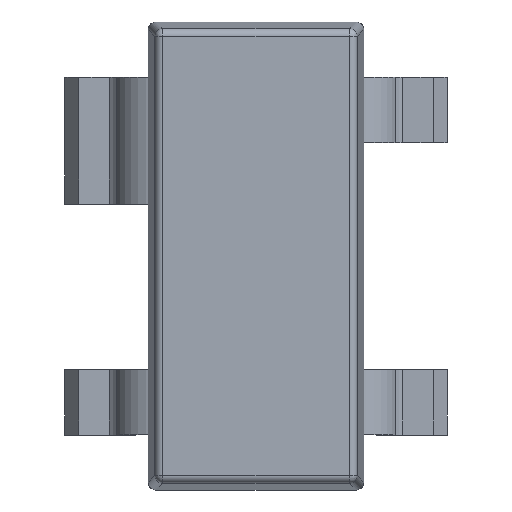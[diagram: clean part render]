
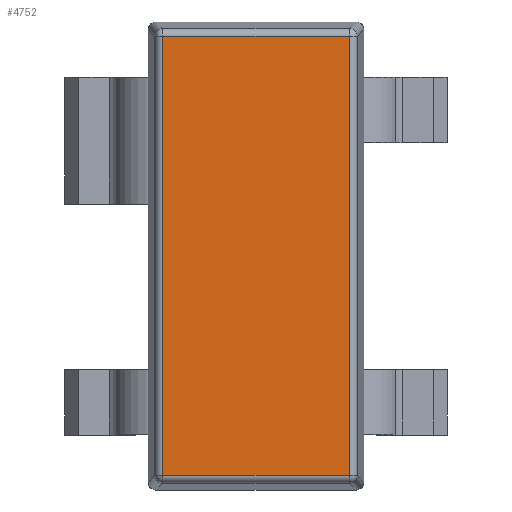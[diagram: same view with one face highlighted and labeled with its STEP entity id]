
A CAD part, top view. The second image highlights one B-rep face of the part: STEP entity #4752.
In plain terms, the highlighted planar face has unit normal (0, 0, 1).
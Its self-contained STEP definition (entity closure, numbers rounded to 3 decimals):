
#3751 = CYLINDRICAL_SURFACE('',#3752,0.05);
#3752 = AXIS2_PLACEMENT_3D('',#3753,#3754,#3755);
#3753 = CARTESIAN_POINT('',(0.093,0.048,1.02)
  );
#3754 = DIRECTION('',(0.,1.,0.));
#3755 = DIRECTION('',(-0.995,0.,0.105));
#3881 = CYLINDRICAL_SURFACE('',#3882,0.05);
#3882 = AXIS2_PLACEMENT_3D('',#3883,#3884,#3885);
#3883 = CARTESIAN_POINT('',(0.048,0.093,1.02)
  );
#3884 = DIRECTION('',(1.,0.,0.));
#3885 = DIRECTION('',(0.,-0.995,0.105));
#4011 = CYLINDRICAL_SURFACE('',#4012,0.05);
#4012 = AXIS2_PLACEMENT_3D('',#4013,#4014,#4015);
#4013 = CARTESIAN_POINT('',(0.048,2.947,1.02));
#4014 = DIRECTION('',(1.,0.,0.));
#4015 = DIRECTION('',(0.,0.995,0.105));
#4087 = CYLINDRICAL_SURFACE('',#4088,0.05);
#4088 = AXIS2_PLACEMENT_3D('',#4089,#4090,#4091);
#4089 = CARTESIAN_POINT('',(1.307,0.048,1.02));
#4090 = DIRECTION('',(0.,1.,0.));
#4091 = DIRECTION('',(0.995,0.,0.105));
#4219 = VERTEX_POINT('',#4220);
#4220 = CARTESIAN_POINT('',(0.093,0.093,1.07)
  );
#4248 = EDGE_CURVE('',#4219,#4249,#4251,.T.);
#4249 = VERTEX_POINT('',#4250);
#4250 = CARTESIAN_POINT('',(0.093,2.947,1.07));
#4251 = SURFACE_CURVE('',#4252,(#4256,#4263),.PCURVE_S1.);
#4252 = LINE('',#4253,#4254);
#4253 = CARTESIAN_POINT('',(0.093,0.048,1.07)
  );
#4254 = VECTOR('',#4255,1.);
#4255 = DIRECTION('',(0.,1.,0.));
#4256 = PCURVE('',#3751,#4257);
#4257 = DEFINITIONAL_REPRESENTATION('',(#4258),#4262);
#4258 = LINE('',#4259,#4260);
#4259 = CARTESIAN_POINT('',(1.466,0.));
#4260 = VECTOR('',#4261,1.);
#4261 = DIRECTION('',(0.,1.));
#4262 = ( GEOMETRIC_REPRESENTATION_CONTEXT(2) 
PARAMETRIC_REPRESENTATION_CONTEXT() REPRESENTATION_CONTEXT('2D SPACE',''
  ) );
#4263 = PCURVE('',#4264,#4269);
#4264 = PLANE('',#4265);
#4265 = AXIS2_PLACEMENT_3D('',#4266,#4267,#4268);
#4266 = CARTESIAN_POINT('',(0.,0.,1.07));
#4267 = DIRECTION('',(0.,0.,1.));
#4268 = DIRECTION('',(1.,0.,0.));
#4269 = DEFINITIONAL_REPRESENTATION('',(#4270),#4274);
#4270 = LINE('',#4271,#4272);
#4271 = CARTESIAN_POINT('',(0.093,0.048));
#4272 = VECTOR('',#4273,1.);
#4273 = DIRECTION('',(0.,1.));
#4274 = ( GEOMETRIC_REPRESENTATION_CONTEXT(2) 
PARAMETRIC_REPRESENTATION_CONTEXT() REPRESENTATION_CONTEXT('2D SPACE',''
  ) );
#4380 = VERTEX_POINT('',#4381);
#4381 = CARTESIAN_POINT('',(1.307,0.093,1.07));
#4425 = EDGE_CURVE('',#4219,#4380,#4426,.T.);
#4426 = SURFACE_CURVE('',#4427,(#4431,#4438),.PCURVE_S1.);
#4427 = LINE('',#4428,#4429);
#4428 = CARTESIAN_POINT('',(0.048,0.093,1.07)
  );
#4429 = VECTOR('',#4430,1.);
#4430 = DIRECTION('',(1.,0.,0.));
#4431 = PCURVE('',#3881,#4432);
#4432 = DEFINITIONAL_REPRESENTATION('',(#4433),#4437);
#4433 = LINE('',#4434,#4435);
#4434 = CARTESIAN_POINT('',(4.817,0.));
#4435 = VECTOR('',#4436,1.);
#4436 = DIRECTION('',(0.,1.));
#4437 = ( GEOMETRIC_REPRESENTATION_CONTEXT(2) 
PARAMETRIC_REPRESENTATION_CONTEXT() REPRESENTATION_CONTEXT('2D SPACE',''
  ) );
#4438 = PCURVE('',#4264,#4439);
#4439 = DEFINITIONAL_REPRESENTATION('',(#4440),#4444);
#4440 = LINE('',#4441,#4442);
#4441 = CARTESIAN_POINT('',(0.048,0.093));
#4442 = VECTOR('',#4443,1.);
#4443 = DIRECTION('',(1.,0.));
#4444 = ( GEOMETRIC_REPRESENTATION_CONTEXT(2) 
PARAMETRIC_REPRESENTATION_CONTEXT() REPRESENTATION_CONTEXT('2D SPACE',''
  ) );
#4576 = EDGE_CURVE('',#4249,#4577,#4579,.T.);
#4577 = VERTEX_POINT('',#4578);
#4578 = CARTESIAN_POINT('',(1.307,2.947,1.07));
#4579 = SURFACE_CURVE('',#4580,(#4584,#4591),.PCURVE_S1.);
#4580 = LINE('',#4581,#4582);
#4581 = CARTESIAN_POINT('',(0.048,2.947,1.07));
#4582 = VECTOR('',#4583,1.);
#4583 = DIRECTION('',(1.,0.,0.));
#4584 = PCURVE('',#4011,#4585);
#4585 = DEFINITIONAL_REPRESENTATION('',(#4586),#4590);
#4586 = LINE('',#4587,#4588);
#4587 = CARTESIAN_POINT('',(1.466,0.));
#4588 = VECTOR('',#4589,1.);
#4589 = DIRECTION('',(0.,1.));
#4590 = ( GEOMETRIC_REPRESENTATION_CONTEXT(2) 
PARAMETRIC_REPRESENTATION_CONTEXT() REPRESENTATION_CONTEXT('2D SPACE',''
  ) );
#4591 = PCURVE('',#4264,#4592);
#4592 = DEFINITIONAL_REPRESENTATION('',(#4593),#4597);
#4593 = LINE('',#4594,#4595);
#4594 = CARTESIAN_POINT('',(0.048,2.947));
#4595 = VECTOR('',#4596,1.);
#4596 = DIRECTION('',(1.,0.));
#4597 = ( GEOMETRIC_REPRESENTATION_CONTEXT(2) 
PARAMETRIC_REPRESENTATION_CONTEXT() REPRESENTATION_CONTEXT('2D SPACE',''
  ) );
#4691 = EDGE_CURVE('',#4380,#4577,#4692,.T.);
#4692 = SURFACE_CURVE('',#4693,(#4697,#4704),.PCURVE_S1.);
#4693 = LINE('',#4694,#4695);
#4694 = CARTESIAN_POINT('',(1.307,0.048,1.07));
#4695 = VECTOR('',#4696,1.);
#4696 = DIRECTION('',(0.,1.,0.));
#4697 = PCURVE('',#4087,#4698);
#4698 = DEFINITIONAL_REPRESENTATION('',(#4699),#4703);
#4699 = LINE('',#4700,#4701);
#4700 = CARTESIAN_POINT('',(4.817,0.));
#4701 = VECTOR('',#4702,1.);
#4702 = DIRECTION('',(0.,1.));
#4703 = ( GEOMETRIC_REPRESENTATION_CONTEXT(2) 
PARAMETRIC_REPRESENTATION_CONTEXT() REPRESENTATION_CONTEXT('2D SPACE',''
  ) );
#4704 = PCURVE('',#4264,#4705);
#4705 = DEFINITIONAL_REPRESENTATION('',(#4706),#4710);
#4706 = LINE('',#4707,#4708);
#4707 = CARTESIAN_POINT('',(1.307,0.048));
#4708 = VECTOR('',#4709,1.);
#4709 = DIRECTION('',(0.,1.));
#4710 = ( GEOMETRIC_REPRESENTATION_CONTEXT(2) 
PARAMETRIC_REPRESENTATION_CONTEXT() REPRESENTATION_CONTEXT('2D SPACE',''
  ) );
#4752 = ADVANCED_FACE('',(#4753),#4264,.T.);
#4753 = FACE_BOUND('',#4754,.T.);
#4754 = EDGE_LOOP('',(#4755,#4756,#4757,#4758));
#4755 = ORIENTED_EDGE('',*,*,#4248,.F.);
#4756 = ORIENTED_EDGE('',*,*,#4425,.T.);
#4757 = ORIENTED_EDGE('',*,*,#4691,.T.);
#4758 = ORIENTED_EDGE('',*,*,#4576,.F.);
